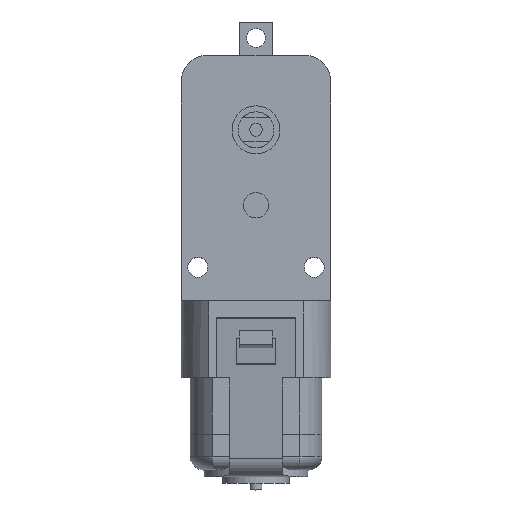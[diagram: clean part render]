
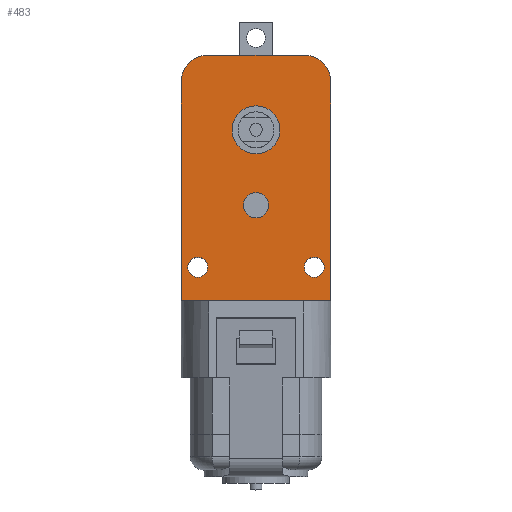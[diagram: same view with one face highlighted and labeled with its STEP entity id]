
A CAD part, top view. The second image highlights one B-rep face of the part: STEP entity #483.
In plain terms, the highlighted planar face has unit normal (0, 0, 1).
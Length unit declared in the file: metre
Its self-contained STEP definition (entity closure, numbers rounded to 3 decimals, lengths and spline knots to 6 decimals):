
#483 = ADVANCED_FACE( '', ( #1001, #1002, #1003, #1004, #1005 ), #1006, .T. );
#1001 = FACE_BOUND( '', #1545, .T. );
#1002 = FACE_BOUND( '', #1546, .T. );
#1003 = FACE_OUTER_BOUND( '', #1547, .T. );
#1004 = FACE_BOUND( '', #1548, .T. );
#1005 = FACE_BOUND( '', #1549, .T. );
#1006 = PLANE( '', #1550 );
#1545 = EDGE_LOOP( '', ( #2772 ) );
#1546 = EDGE_LOOP( '', ( #2773 ) );
#1547 = EDGE_LOOP( '', ( #2774, #2775, #2776, #2777, #2778, #2779 ) );
#1548 = EDGE_LOOP( '', ( #2780 ) );
#1549 = EDGE_LOOP( '', ( #2781 ) );
#1550 = AXIS2_PLACEMENT_3D( '', #2782, #2783, #2784 );
#2772 = ORIENTED_EDGE( '', *, *, #3334, .F. );
#2773 = ORIENTED_EDGE( '', *, *, #3259, .F. );
#2774 = ORIENTED_EDGE( '', *, *, #3400, .F. );
#2775 = ORIENTED_EDGE( '', *, *, #3346, .T. );
#2776 = ORIENTED_EDGE( '', *, *, #3439, .T. );
#2777 = ORIENTED_EDGE( '', *, *, #3331, .T. );
#2778 = ORIENTED_EDGE( '', *, *, #3421, .F. );
#2779 = ORIENTED_EDGE( '', *, *, #3440, .T. );
#2780 = ORIENTED_EDGE( '', *, *, #3080, .T. );
#2781 = ORIENTED_EDGE( '', *, *, #3306, .F. );
#2782 = CARTESIAN_POINT( '', ( 0., -0.004725, 0. ) );
#2783 = DIRECTION( '', ( 0., 0., 1. ) );
#2784 = DIRECTION( '', ( 1., 0., 0. ) );
#3080 = EDGE_CURVE( '', #3696, #3696, #3697, .T. );
#3259 = EDGE_CURVE( '', #3979, #3979, #3980, .T. );
#3306 = EDGE_CURVE( '', #4044, #4044, #4045, .T. );
#3331 = EDGE_CURVE( '', #4081, #4079, #4082, .T. );
#3334 = EDGE_CURVE( '', #4085, #4085, #4086, .T. );
#3346 = EDGE_CURVE( '', #4099, #4103, #4105, .T. );
#3400 = EDGE_CURVE( '', #4099, #4173, #4174, .T. );
#3421 = EDGE_CURVE( '', #4197, #4079, #4199, .T. );
#3439 = EDGE_CURVE( '', #4103, #4081, #4218, .T. );
#3440 = EDGE_CURVE( '', #4197, #4173, #4219, .T. );
#3696 = VERTEX_POINT( '', #4598 );
#3697 = CIRCLE( '', #4599, 0.0015 );
#3979 = VERTEX_POINT( '', #5074 );
#3980 = CIRCLE( '', #5075, 0.0019 );
#4044 = VERTEX_POINT( '', #5160 );
#4045 = CIRCLE( '', #5161, 0.0015 );
#4079 = VERTEX_POINT( '', #5222 );
#4081 = VERTEX_POINT( '', #5225 );
#4082 = LINE( '', #5226, #5227 );
#4085 = VERTEX_POINT( '', #5231 );
#4086 = CIRCLE( '', #5232, 0.0036 );
#4099 = VERTEX_POINT( '', #5245 );
#4103 = VERTEX_POINT( '', #5250 );
#4105 = CIRCLE( '', #5253, 0.004 );
#4173 = VERTEX_POINT( '', #5351 );
#4174 = LINE( '', #5352, #5353 );
#4197 = VERTEX_POINT( '', #5383 );
#4199 = LINE( '', #5386, #5387 );
#4218 = LINE( '', #5412, #5413 );
#4219 = CIRCLE( '', #5414, 0.004 );
#4598 = CARTESIAN_POINT( '', ( 0.00725, -0.0206, 0. ) );
#4599 = AXIS2_PLACEMENT_3D( '', #5639, #5640, #5641 );
#5074 = CARTESIAN_POINT( '', ( 0.0019, -0.0113, 0. ) );
#5075 = AXIS2_PLACEMENT_3D( '', #5824, #5825, #5826 );
#5160 = CARTESIAN_POINT( '', ( -0.00725, -0.0206, 0. ) );
#5161 = AXIS2_PLACEMENT_3D( '', #5878, #5879, #5880 );
#5222 = CARTESIAN_POINT( '', ( 0.01125, -0.02565, 0. ) );
#5225 = CARTESIAN_POINT( '', ( -0.01125, -0.02565, 0. ) );
#5226 = CARTESIAN_POINT( '', ( 0.001143, -0.02565, 0. ) );
#5227 = VECTOR( '', #5906, 1. );
#5231 = CARTESIAN_POINT( '', ( 0.0036, 0., 0. ) );
#5232 = AXIS2_PLACEMENT_3D( '', #5908, #5909, #5910 );
#5245 = CARTESIAN_POINT( '', ( -0.00725, 0.0112, 0. ) );
#5250 = CARTESIAN_POINT( '', ( -0.01125, 0.0072, 0. ) );
#5253 = AXIS2_PLACEMENT_3D( '', #5931, #5932, #5933 );
#5351 = CARTESIAN_POINT( '', ( 0.00725, 0.0112, 0. ) );
#5352 = CARTESIAN_POINT( '', ( 0.001143, 0.0112, 0. ) );
#5353 = VECTOR( '', #5983, 1. );
#5383 = CARTESIAN_POINT( '', ( 0.01125, 0.0072, 0. ) );
#5386 = CARTESIAN_POINT( '', ( 0.01125, -0.007421, 0. ) );
#5387 = VECTOR( '', #5995, 1. );
#5412 = CARTESIAN_POINT( '', ( -0.01125, -0.007421, 0. ) );
#5413 = VECTOR( '', #6008, 1. );
#5414 = AXIS2_PLACEMENT_3D( '', #6009, #6010, #6011 );
#5639 = CARTESIAN_POINT( '', ( 0.00875, -0.0206, 0. ) );
#5640 = DIRECTION( '', ( 0., 0., -1. ) );
#5641 = DIRECTION( '', ( -1., 0., 0. ) );
#5824 = CARTESIAN_POINT( '', ( 0., -0.0113, 0. ) );
#5825 = DIRECTION( '', ( 0., 0., 1. ) );
#5826 = DIRECTION( '', ( 1., 0., 0. ) );
#5878 = CARTESIAN_POINT( '', ( -0.00875, -0.0206, 0. ) );
#5879 = DIRECTION( '', ( 0., 0., 1. ) );
#5880 = DIRECTION( '', ( 1., 0., 0. ) );
#5906 = DIRECTION( '', ( 1., 0., 0. ) );
#5908 = CARTESIAN_POINT( '', ( 0., 0., 0. ) );
#5909 = DIRECTION( '', ( 0., 0., 1. ) );
#5910 = DIRECTION( '', ( 1., 0., 0. ) );
#5931 = CARTESIAN_POINT( '', ( -0.00725, 0.0072, 0. ) );
#5932 = DIRECTION( '', ( 0., 0., 1. ) );
#5933 = DIRECTION( '', ( 1., 0., 0. ) );
#5983 = DIRECTION( '', ( 1., 0., 0. ) );
#5995 = DIRECTION( '', ( 0., -1., 0. ) );
#6008 = DIRECTION( '', ( 0., -1., 0. ) );
#6009 = CARTESIAN_POINT( '', ( 0.00725, 0.0072, 0. ) );
#6010 = DIRECTION( '', ( 0., 0., 1. ) );
#6011 = DIRECTION( '', ( 1., 0., 0. ) );
